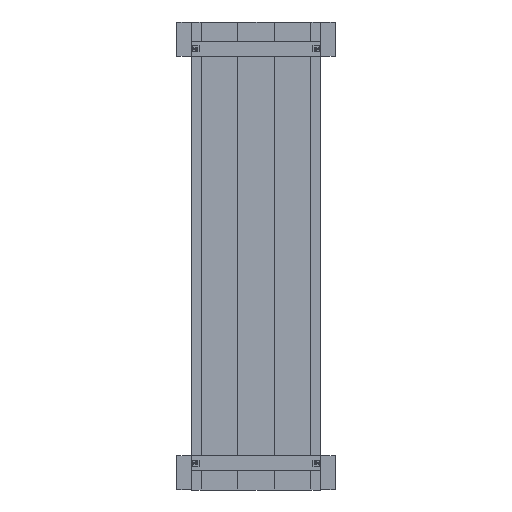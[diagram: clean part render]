
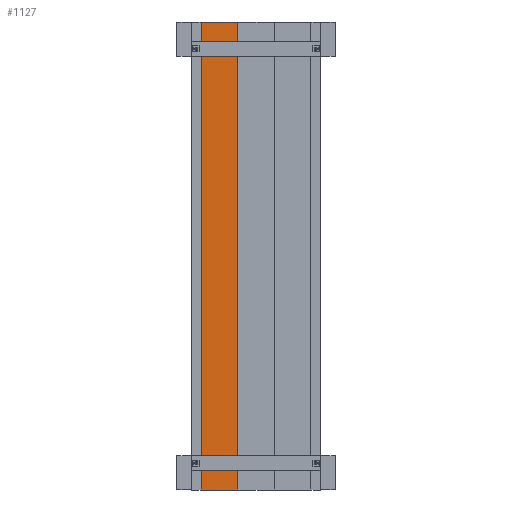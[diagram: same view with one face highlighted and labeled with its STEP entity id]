
A CAD part, front view. The second image highlights one B-rep face of the part: STEP entity #1127.
In plain terms, the highlighted planar face has unit normal (0, -1, 0).
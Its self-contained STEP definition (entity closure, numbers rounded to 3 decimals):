
#1127=ADVANCED_FACE('NONE',(#1850,#1851,#1852,#1853,#1854),#1855,.T.);
#1850=FACE_OUTER_BOUND('',#2471,.T.);
#1851=FACE_BOUND('',#2472,.T.);
#1852=FACE_BOUND('',#2473,.T.);
#1853=FACE_BOUND('',#2474,.T.);
#1854=FACE_BOUND('',#2475,.T.);
#1855=PLANE('',#2476);
#2471=EDGE_LOOP('',(#5781,#5782,#5783,#5784));
#2472=EDGE_LOOP('',(#5785,#5786));
#2473=EDGE_LOOP('',(#5787,#5788));
#2474=EDGE_LOOP('',(#5789,#5790));
#2475=EDGE_LOOP('',(#5791,#5792));
#2476=AXIS2_PLACEMENT_3D('',#5793,#5794,#5795);
#5781=ORIENTED_EDGE('',*,*,#7393,.F.);
#5782=ORIENTED_EDGE('',*,*,#7379,.F.);
#5783=ORIENTED_EDGE('',*,*,#7394,.T.);
#5784=ORIENTED_EDGE('',*,*,#7390,.T.);
#5785=ORIENTED_EDGE('',*,*,#7350,.F.);
#5786=ORIENTED_EDGE('',*,*,#7395,.F.);
#5787=ORIENTED_EDGE('',*,*,#7354,.F.);
#5788=ORIENTED_EDGE('',*,*,#7396,.F.);
#5789=ORIENTED_EDGE('',*,*,#7397,.T.);
#5790=ORIENTED_EDGE('',*,*,#7368,.T.);
#5791=ORIENTED_EDGE('',*,*,#7398,.T.);
#5792=ORIENTED_EDGE('',*,*,#7372,.T.);
#5793=CARTESIAN_POINT('',(0.0,0.0,-1219.2));
#5794=DIRECTION('',(0.0,-1.0,0.0));
#5795=DIRECTION('',(0.0,0.0,-1.0));
#7350=EDGE_CURVE('NONE',#8085,#8086,#8087,.T.);
#7354=EDGE_CURVE('NONE',#8091,#8092,#8093,.T.);
#7368=EDGE_CURVE('NONE',#8115,#8116,#8117,.T.);
#7372=EDGE_CURVE('NONE',#8121,#8122,#8123,.T.);
#7379=EDGE_CURVE('NONE',#8132,#8128,#8134,.T.);
#7390=EDGE_CURVE('NONE',#8148,#8146,#8149,.T.);
#7393=EDGE_CURVE('NONE',#8128,#8146,#8152,.T.);
#7394=EDGE_CURVE('NONE',#8132,#8148,#8153,.T.);
#7395=EDGE_CURVE('NONE',#8086,#8085,#8154,.T.);
#7396=EDGE_CURVE('NONE',#8092,#8091,#8155,.T.);
#7397=EDGE_CURVE('NONE',#8116,#8115,#8156,.T.);
#7398=EDGE_CURVE('NONE',#8122,#8121,#8157,.T.);
#8085=VERTEX_POINT('NONE',#9151);
#8086=VERTEX_POINT('NONE',#9152);
#8087=CIRCLE('',#9153,1.753);
#8091=VERTEX_POINT('NONE',#9159);
#8092=VERTEX_POINT('NONE',#9160);
#8093=CIRCLE('',#9161,1.753);
#8115=VERTEX_POINT('NONE',#9189);
#8116=VERTEX_POINT('NONE',#9190);
#8117=CIRCLE('',#9191,1.753);
#8121=VERTEX_POINT('NONE',#9197);
#8122=VERTEX_POINT('NONE',#9198);
#8123=CIRCLE('',#9199,1.753);
#8128=VERTEX_POINT('NONE',#9206);
#8132=VERTEX_POINT('NONE',#9212);
#8134=LINE('',#9215,#9216);
#8146=VERTEX_POINT('NONE',#9231);
#8148=VERTEX_POINT('NONE',#9234);
#8149=LINE('',#9235,#9236);
#8152=LINE('',#9240,#9241);
#8153=LINE('',#9242,#9243);
#8154=CIRCLE('',#9244,1.753);
#8155=CIRCLE('',#9245,1.753);
#8156=CIRCLE('',#9246,1.753);
#8157=CIRCLE('',#9247,1.753);
#9151=CARTESIAN_POINT('',(63.5,0.0,-71.272));
#9152=CARTESIAN_POINT('',(63.5,0.0,-74.778));
#9153=AXIS2_PLACEMENT_3D('',#12753,#12754,#12755);
#9159=CARTESIAN_POINT('',(31.75,0.0,-71.272));
#9160=CARTESIAN_POINT('',(31.75,0.0,-74.778));
#9161=AXIS2_PLACEMENT_3D('',#12758,#12759,#12760);
#9189=CARTESIAN_POINT('',(63.5,0.0,-1147.928));
#9190=CARTESIAN_POINT('',(63.5,0.0,-1144.422));
#9191=AXIS2_PLACEMENT_3D('',#12779,#12780,#12781);
#9197=CARTESIAN_POINT('',(31.75,0.0,-1147.928));
#9198=CARTESIAN_POINT('',(31.75,0.0,-1144.422));
#9199=AXIS2_PLACEMENT_3D('',#12784,#12785,#12786);
#9206=CARTESIAN_POINT('',(0.0,0.0,0.0));
#9212=CARTESIAN_POINT('',(0.0,0.0,-1219.2));
#9215=CARTESIAN_POINT('',(0.0,0.0,-1219.2));
#9216=VECTOR('',#12792,1000.0);
#9231=CARTESIAN_POINT('',(95.25,0.0,0.0));
#9234=CARTESIAN_POINT('',(95.25,0.0,-1219.2));
#9235=CARTESIAN_POINT('',(95.25,0.0,-1219.2));
#9236=VECTOR('',#12809,1000.0);
#9240=CARTESIAN_POINT('',(0.0,0.0,0.0));
#9241=VECTOR('',#12811,1000.0);
#9242=CARTESIAN_POINT('',(0.0,0.0,-1219.2));
#9243=VECTOR('',#12812,1000.0);
#9244=AXIS2_PLACEMENT_3D('',#12813,#12814,#12815);
#9245=AXIS2_PLACEMENT_3D('',#12816,#12817,#12818);
#9246=AXIS2_PLACEMENT_3D('',#12819,#12820,#12821);
#9247=AXIS2_PLACEMENT_3D('',#12822,#12823,#12824);
#12753=CARTESIAN_POINT('',(63.5,0.0,-73.025));
#12754=DIRECTION('',(0.0,-1.0,0.0));
#12755=DIRECTION('',(0.0,0.0,-1.0));
#12758=CARTESIAN_POINT('',(31.75,0.0,-73.025));
#12759=DIRECTION('',(0.0,-1.0,0.0));
#12760=DIRECTION('',(0.0,0.0,-1.0));
#12779=CARTESIAN_POINT('',(63.5,0.0,-1146.175));
#12780=DIRECTION('',(0.0,1.0,0.0));
#12781=DIRECTION('',(0.0,0.0,1.0));
#12784=CARTESIAN_POINT('',(31.75,0.0,-1146.175));
#12785=DIRECTION('',(0.0,1.0,0.0));
#12786=DIRECTION('',(0.0,0.0,1.0));
#12792=DIRECTION('',(0.0,0.0,1.0));
#12809=DIRECTION('',(0.0,0.0,1.0));
#12811=DIRECTION('',(1.0,0.0,0.0));
#12812=DIRECTION('',(1.0,0.0,0.0));
#12813=CARTESIAN_POINT('',(63.5,0.0,-73.025));
#12814=DIRECTION('',(0.0,-1.0,0.0));
#12815=DIRECTION('',(0.0,0.0,-1.0));
#12816=CARTESIAN_POINT('',(31.75,0.0,-73.025));
#12817=DIRECTION('',(0.0,-1.0,0.0));
#12818=DIRECTION('',(0.0,0.0,-1.0));
#12819=CARTESIAN_POINT('',(63.5,0.0,-1146.175));
#12820=DIRECTION('',(0.0,1.0,0.0));
#12821=DIRECTION('',(0.0,0.0,1.0));
#12822=CARTESIAN_POINT('',(31.75,0.0,-1146.175));
#12823=DIRECTION('',(0.0,1.0,0.0));
#12824=DIRECTION('',(0.0,0.0,1.0));
